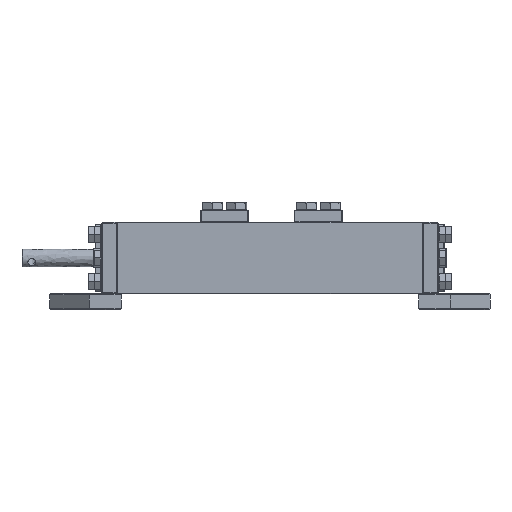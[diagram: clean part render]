
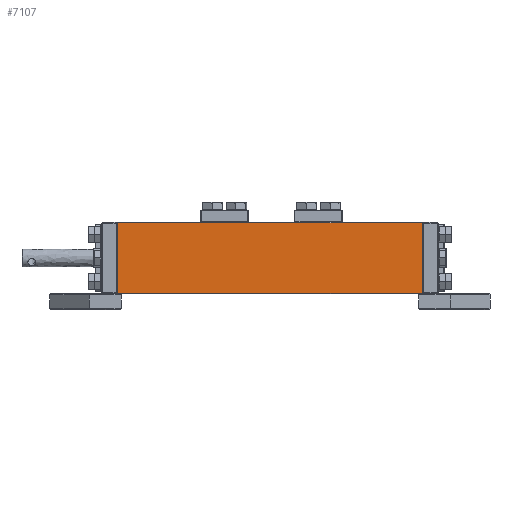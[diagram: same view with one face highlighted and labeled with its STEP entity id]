
A CAD part, left-side view. The second image highlights one B-rep face of the part: STEP entity #7107.
In plain terms, the highlighted free-form (B-spline) face has degree [1, 1] with [2, 2] control points.
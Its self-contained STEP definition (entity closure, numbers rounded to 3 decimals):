
#6695 = VERTEX_POINT('',#6696);
#6696 = CARTESIAN_POINT('',(-85.818,18.537,
    0.229));
#6715 = VERTEX_POINT('',#6716);
#6716 = CARTESIAN_POINT('',(-85.818,194.293,
    0.229));
#6749 = VERTEX_POINT('',#6750);
#6750 = CARTESIAN_POINT('',(-85.818,18.537,
    40.964));
#6819 = VERTEX_POINT('',#6820);
#6820 = CARTESIAN_POINT('',(-85.818,194.293,
    40.964));
#6841 = EDGE_CURVE('',#6715,#6819,#6842,.T.);
#6842 = B_SPLINE_CURVE_WITH_KNOTS('',1,(#6843,#6844),.UNSPECIFIED.,.F.,
  .F.,(2,2),(-8.8,26.8),.PIECEWISE_BEZIER_KNOTS.);
#6843 = CARTESIAN_POINT('',(-85.818,194.293,
    0.229));
#6844 = CARTESIAN_POINT('',(-85.818,194.293,
    40.964));
#6861 = EDGE_CURVE('',#6819,#6749,#6862,.T.);
#6862 = B_SPLINE_CURVE_WITH_KNOTS('',1,(#6863,#6864),.UNSPECIFIED.,.F.,
  .F.,(2,2),(-38.3,115.3),.PIECEWISE_BEZIER_KNOTS.);
#6863 = CARTESIAN_POINT('',(-85.818,194.293,
    40.964));
#6864 = CARTESIAN_POINT('',(-85.818,18.537,
    40.964));
#7078 = EDGE_CURVE('',#6749,#6695,#7079,.T.);
#7079 = B_SPLINE_CURVE_WITH_KNOTS('',1,(#7080,#7081),.UNSPECIFIED.,.F.,
  .F.,(2,2),(-8.8,26.8),.PIECEWISE_BEZIER_KNOTS.);
#7080 = CARTESIAN_POINT('',(-85.818,18.537,
    40.964));
#7081 = CARTESIAN_POINT('',(-85.818,18.537,
    0.229));
#7098 = EDGE_CURVE('',#6695,#6715,#7099,.T.);
#7099 = B_SPLINE_CURVE_WITH_KNOTS('',1,(#7100,#7101),.UNSPECIFIED.,.F.,
  .F.,(2,2),(-38.3,115.3),.PIECEWISE_BEZIER_KNOTS.);
#7100 = CARTESIAN_POINT('',(-85.818,18.537,
    0.229));
#7101 = CARTESIAN_POINT('',(-85.818,194.293,
    0.229));
#7107 = ADVANCED_FACE('',(#7108),#7114,.F.);
#7108 = FACE_BOUND('',#7109,.T.);
#7109 = EDGE_LOOP('',(#7110,#7111,#7112,#7113));
#7110 = ORIENTED_EDGE('',*,*,#6841,.F.);
#7111 = ORIENTED_EDGE('',*,*,#7098,.F.);
#7112 = ORIENTED_EDGE('',*,*,#7078,.F.);
#7113 = ORIENTED_EDGE('',*,*,#6861,.F.);
#7114 = B_SPLINE_SURFACE_WITH_KNOTS('',1,1,(
    (#7115,#7116)
    ,(#7117,#7118
    )),.UNSPECIFIED.,.F.,.F.,.F.,(2,2),(2,2),(-76.8,76.8),(-17.8,17.8),
  .PIECEWISE_BEZIER_KNOTS.);
#7115 = CARTESIAN_POINT('',(-85.818,18.537,
    0.229));
#7116 = CARTESIAN_POINT('',(-85.818,18.537,
    40.964));
#7117 = CARTESIAN_POINT('',(-85.818,194.293,
    0.229));
#7118 = CARTESIAN_POINT('',(-85.818,194.293,
    40.964));
